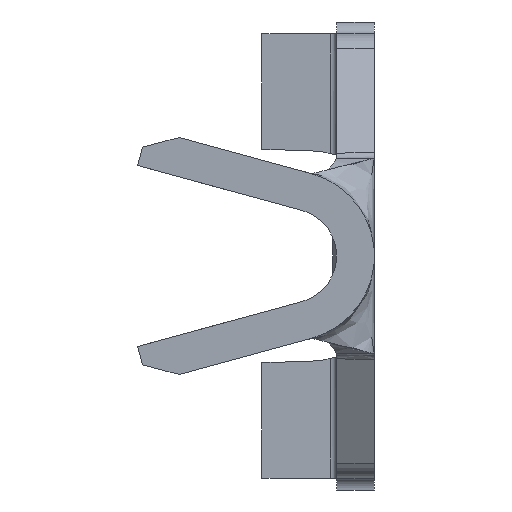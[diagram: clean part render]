
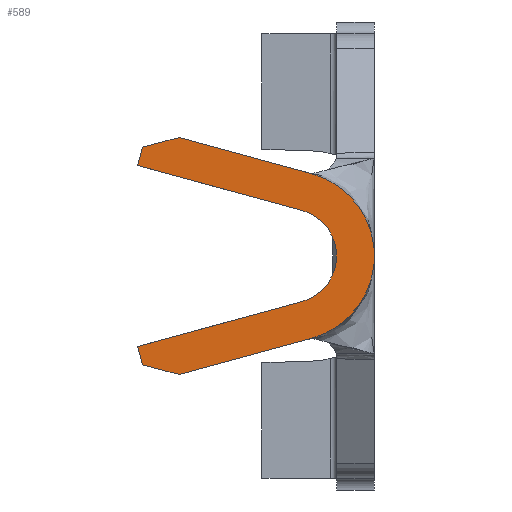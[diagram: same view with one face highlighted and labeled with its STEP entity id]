
A CAD part, left-side view. The second image highlights one B-rep face of the part: STEP entity #589.
In plain terms, the highlighted planar face has unit normal (-1, 0, 0).
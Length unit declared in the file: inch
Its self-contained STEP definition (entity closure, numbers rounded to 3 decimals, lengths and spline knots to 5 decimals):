
#4 = VECTOR ( 'NONE', #6218, 39.37008 ) ;
#58 = CARTESIAN_POINT ( 'NONE',  ( -0.375, 0.19578, -0.09187 ) ) ;
#182 = VERTEX_POINT ( 'NONE', #5739 ) ;
#284 = CARTESIAN_POINT ( 'NONE',  ( -0.375, 0.06146, 0.03859 ) ) ;
#358 = CARTESIAN_POINT ( 'NONE',  ( -0.375, 0.16483, -0.1 ) ) ;
#366 = LINE ( 'NONE', #5045, #5799 ) ;
#416 = VECTOR ( 'NONE', #6455, 39.37008 ) ;
#589 = ADVANCED_FACE ( 'NONE', ( #3669 ), #4516, .T. ) ;
#746 = ORIENTED_EDGE ( 'NONE', *, *, #3008, .T. ) ;
#823 = DIRECTION ( 'NONE',  ( 0., 0.965, -0.264 ) ) ;
#860 = AXIS2_PLACEMENT_3D ( 'NONE', #1069, #4748, #1585 ) ;
#864 = CARTESIAN_POINT ( 'NONE',  ( -0.375, 0.06146, 0.03859 ) ) ;
#894 = VECTOR ( 'NONE', #5815, 39.37008 ) ;
#1045 = LINE ( 'NONE', #4130, #3175 ) ;
#1069 = CARTESIAN_POINT ( 'NONE',  ( -0.375, 0.072, 0. ) ) ;
#1354 = ORIENTED_EDGE ( 'NONE', *, *, #4434, .T. ) ;
#1358 = DIRECTION ( 'NONE',  ( -1., 0., 0. ) ) ;
#1404 = VERTEX_POINT ( 'NONE', #3810 ) ;
#1414 = CIRCLE ( 'NONE', #860, 0.072 ) ;
#1501 = DIRECTION ( 'NONE',  ( 0., -0.965, 0.264 ) ) ;
#1520 = EDGE_CURVE ( 'NONE', #3623, #2208, #2465, .T. ) ;
#1585 = DIRECTION ( 'NONE',  ( 0., 0., 1. ) ) ;
#1918 = CARTESIAN_POINT ( 'NONE',  ( -0.375, 0.072, 0. ) ) ;
#2107 = CARTESIAN_POINT ( 'NONE',  ( -0.375, 0.19578, 0.09187 ) ) ;
#2142 = EDGE_CURVE ( 'NONE', #3362, #2790, #5861, .T. ) ;
#2208 = VERTEX_POINT ( 'NONE', #864 ) ;
#2267 = EDGE_CURVE ( 'NONE', #3511, #3623, #3437, .T. ) ;
#2277 = LINE ( 'NONE', #2107, #894 ) ;
#2286 = VERTEX_POINT ( 'NONE', #3502 ) ;
#2344 = CARTESIAN_POINT ( 'NONE',  ( -0.375, 0.19578, -0.09187 ) ) ;
#2427 = AXIS2_PLACEMENT_3D ( 'NONE', #1918, #5622, #2442 ) ;
#2442 = DIRECTION ( 'NONE',  ( 0., 0., 1. ) ) ;
#2465 = LINE ( 'NONE', #284, #5112 ) ;
#2506 = CARTESIAN_POINT ( 'NONE',  ( -0.375, 0.2, -0.07643 ) ) ;
#2579 = EDGE_CURVE ( 'NONE', #6801, #1404, #5851, .T. ) ;
#2654 = CARTESIAN_POINT ( 'NONE',  ( -0.375, 0.06146, -0.03859 ) ) ;
#2758 = CARTESIAN_POINT ( 'NONE',  ( -0.375, 0.05303, 0.06945 ) ) ;
#2790 = VERTEX_POINT ( 'NONE', #358 ) ;
#2874 = DIRECTION ( 'NONE',  ( 0., -0.967, -0.254 ) ) ;
#2883 = EDGE_CURVE ( 'NONE', #182, #3362, #5418, .T. ) ;
#3008 = EDGE_CURVE ( 'NONE', #2286, #6801, #1414, .T. ) ;
#3045 = VERTEX_POINT ( 'NONE', #2654 ) ;
#3175 = VECTOR ( 'NONE', #1501, 39.37008 ) ;
#3198 = VECTOR ( 'NONE', #2874, 39.37008 ) ;
#3362 = VERTEX_POINT ( 'NONE', #58 ) ;
#3437 = LINE ( 'NONE', #6214, #6103 ) ;
#3502 = CARTESIAN_POINT ( 'NONE',  ( -0.375, 0.05303, -0.06945 ) ) ;
#3511 = VERTEX_POINT ( 'NONE', #6458 ) ;
#3607 = ORIENTED_EDGE ( 'NONE', *, *, #1520, .T. ) ;
#3623 = VERTEX_POINT ( 'NONE', #5487 ) ;
#3669 = FACE_OUTER_BOUND ( 'NONE', #5213, .T. ) ;
#3696 = ORIENTED_EDGE ( 'NONE', *, *, #2267, .T. ) ;
#3785 = ORIENTED_EDGE ( 'NONE', *, *, #5021, .T. ) ;
#3810 = CARTESIAN_POINT ( 'NONE',  ( -0.375, 0.16483, 0.1 ) ) ;
#4130 = CARTESIAN_POINT ( 'NONE',  ( -0.375, 0.05303, -0.06945 ) ) ;
#4416 = ORIENTED_EDGE ( 'NONE', *, *, #2579, .T. ) ;
#4434 = EDGE_CURVE ( 'NONE', #3045, #182, #366, .T. ) ;
#4516 = PLANE ( 'NONE',  #5570 ) ;
#4748 = DIRECTION ( 'NONE',  ( -1., 0., 0. ) ) ;
#4793 = ORIENTED_EDGE ( 'NONE', *, *, #2142, .T. ) ;
#5021 = EDGE_CURVE ( 'NONE', #1404, #3511, #2277, .T. ) ;
#5045 = CARTESIAN_POINT ( 'NONE',  ( -0.375, 0.06146, -0.03859 ) ) ;
#5056 = DIRECTION ( 'NONE',  ( 0., 0., 1. ) ) ;
#5112 = VECTOR ( 'NONE', #6055, 39.37008 ) ;
#5213 = EDGE_LOOP ( 'NONE', ( #746, #4416, #3785, #3696, #3607, #6625, #1354, #5734, #4793, #6367 ) ) ;
#5418 = LINE ( 'NONE', #2506, #4 ) ;
#5487 = CARTESIAN_POINT ( 'NONE',  ( -0.375, 0.2, 0.07643 ) ) ;
#5570 = AXIS2_PLACEMENT_3D ( 'NONE', #6619, #1358, #5056 ) ;
#5622 = DIRECTION ( 'NONE',  ( 1., 0., 0. ) ) ;
#5734 = ORIENTED_EDGE ( 'NONE', *, *, #2883, .T. ) ;
#5739 = CARTESIAN_POINT ( 'NONE',  ( -0.375, 0.2, -0.07643 ) ) ;
#5799 = VECTOR ( 'NONE', #823, 39.37008 ) ;
#5815 = DIRECTION ( 'NONE',  ( 0., 0.967, -0.254 ) ) ;
#5825 = EDGE_CURVE ( 'NONE', #2208, #3045, #6816, .T. ) ;
#5851 = LINE ( 'NONE', #2758, #416 ) ;
#5861 = LINE ( 'NONE', #2344, #3198 ) ;
#5918 = EDGE_CURVE ( 'NONE', #2790, #2286, #1045, .T. ) ;
#6055 = DIRECTION ( 'NONE',  ( 0., -0.965, -0.264 ) ) ;
#6103 = VECTOR ( 'NONE', #6723, 39.37008 ) ;
#6214 = CARTESIAN_POINT ( 'NONE',  ( -0.375, 0.2, 0.07643 ) ) ;
#6218 = DIRECTION ( 'NONE',  ( 0., -0.264, -0.965 ) ) ;
#6262 = CARTESIAN_POINT ( 'NONE',  ( -0.375, 0.05303, 0.06945 ) ) ;
#6367 = ORIENTED_EDGE ( 'NONE', *, *, #5918, .T. ) ;
#6455 = DIRECTION ( 'NONE',  ( 0., 0.965, 0.264 ) ) ;
#6458 = CARTESIAN_POINT ( 'NONE',  ( -0.375, 0.19578, 0.09187 ) ) ;
#6619 = CARTESIAN_POINT ( 'NONE',  ( -0.375, 0.072, 0. ) ) ;
#6625 = ORIENTED_EDGE ( 'NONE', *, *, #5825, .T. ) ;
#6723 = DIRECTION ( 'NONE',  ( 0., 0.264, -0.965 ) ) ;
#6801 = VERTEX_POINT ( 'NONE', #6262 ) ;
#6816 = CIRCLE ( 'NONE', #2427, 0.04 ) ;
